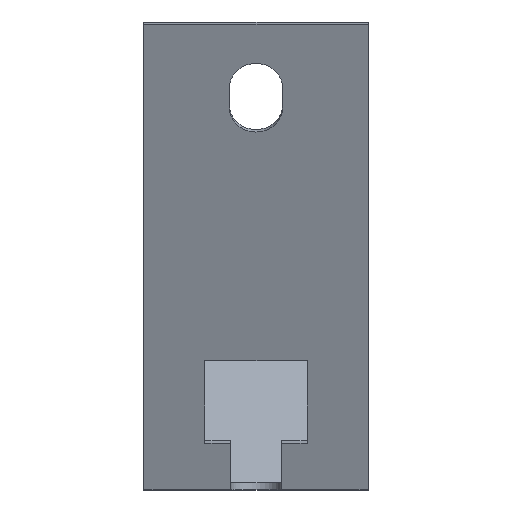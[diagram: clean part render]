
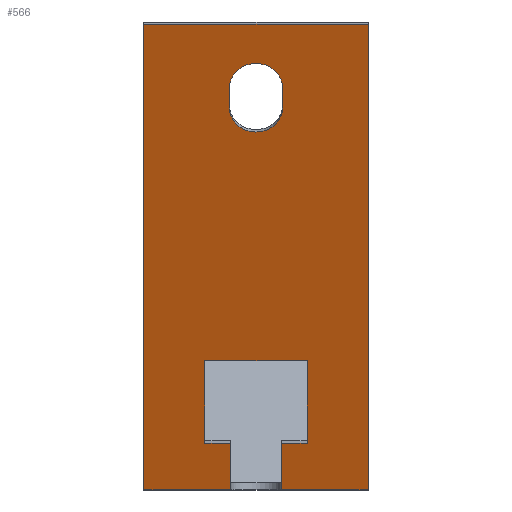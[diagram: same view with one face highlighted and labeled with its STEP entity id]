
A CAD part, left-side view. The second image highlights one B-rep face of the part: STEP entity #566.
In plain terms, the highlighted planar face has unit normal (-0.94, 0, -0.342).
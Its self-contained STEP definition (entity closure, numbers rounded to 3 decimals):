
#19=FACE_BOUND('',#67,.T.);
#23=CIRCLE('',#616,5.5);
#24=CIRCLE('',#617,5.5);
#40=FACE_OUTER_BOUND('',#66,.T.);
#66=EDGE_LOOP('',(#387,#388,#389,#390,#391,#392,#393,#394,#395,#396,#397,
#398));
#67=EDGE_LOOP('',(#399,#400,#401,#402));
#89=LINE('',#790,#157);
#97=LINE('',#805,#165);
#98=LINE('',#809,#166);
#106=LINE('',#824,#174);
#107=LINE('',#828,#175);
#112=LINE('',#836,#180);
#113=LINE('',#838,#181);
#115=LINE('',#842,#183);
#116=LINE('',#844,#184);
#117=LINE('',#846,#185);
#118=LINE('',#848,#186);
#119=LINE('',#849,#187);
#120=LINE('',#854,#188);
#121=LINE('',#857,#189);
#157=VECTOR('',#648,10.);
#165=VECTOR('',#658,10.);
#166=VECTOR('',#661,10.);
#174=VECTOR('',#671,10.);
#175=VECTOR('',#674,10.);
#180=VECTOR('',#681,10.);
#181=VECTOR('',#684,10.);
#183=VECTOR('',#688,10.);
#184=VECTOR('',#689,10.);
#185=VECTOR('',#690,10.);
#186=VECTOR('',#691,10.);
#187=VECTOR('',#692,10.);
#188=VECTOR('',#695,10.);
#189=VECTOR('',#698,10.);
#225=VERTEX_POINT('',#788);
#226=VERTEX_POINT('',#789);
#232=VERTEX_POINT('',#803);
#233=VERTEX_POINT('',#807);
#234=VERTEX_POINT('',#808);
#240=VERTEX_POINT('',#822);
#241=VERTEX_POINT('',#826);
#242=VERTEX_POINT('',#827);
#245=VERTEX_POINT('',#841);
#246=VERTEX_POINT('',#843);
#247=VERTEX_POINT('',#845);
#248=VERTEX_POINT('',#847);
#249=VERTEX_POINT('',#850);
#250=VERTEX_POINT('',#851);
#251=VERTEX_POINT('',#853);
#252=VERTEX_POINT('',#855);
#277=EDGE_CURVE('',#225,#226,#89,.T.);
#285=EDGE_CURVE('',#226,#232,#97,.T.);
#286=EDGE_CURVE('',#233,#234,#98,.T.);
#294=EDGE_CURVE('',#234,#240,#106,.T.);
#295=EDGE_CURVE('',#241,#242,#107,.T.);
#300=EDGE_CURVE('',#242,#225,#112,.T.);
#301=EDGE_CURVE('',#240,#241,#113,.T.);
#303=EDGE_CURVE('',#232,#245,#115,.T.);
#304=EDGE_CURVE('',#246,#245,#116,.T.);
#305=EDGE_CURVE('',#247,#246,#117,.T.);
#306=EDGE_CURVE('',#248,#247,#118,.T.);
#307=EDGE_CURVE('',#248,#233,#119,.T.);
#308=EDGE_CURVE('',#249,#250,#23,.T.);
#309=EDGE_CURVE('',#250,#251,#120,.T.);
#310=EDGE_CURVE('',#251,#252,#24,.T.);
#311=EDGE_CURVE('',#252,#249,#121,.T.);
#387=ORIENTED_EDGE('',*,*,#277,.T.);
#388=ORIENTED_EDGE('',*,*,#285,.T.);
#389=ORIENTED_EDGE('',*,*,#303,.T.);
#390=ORIENTED_EDGE('',*,*,#304,.F.);
#391=ORIENTED_EDGE('',*,*,#305,.F.);
#392=ORIENTED_EDGE('',*,*,#306,.F.);
#393=ORIENTED_EDGE('',*,*,#307,.T.);
#394=ORIENTED_EDGE('',*,*,#286,.T.);
#395=ORIENTED_EDGE('',*,*,#294,.T.);
#396=ORIENTED_EDGE('',*,*,#301,.T.);
#397=ORIENTED_EDGE('',*,*,#295,.T.);
#398=ORIENTED_EDGE('',*,*,#300,.T.);
#399=ORIENTED_EDGE('',*,*,#308,.T.);
#400=ORIENTED_EDGE('',*,*,#309,.T.);
#401=ORIENTED_EDGE('',*,*,#310,.T.);
#402=ORIENTED_EDGE('',*,*,#311,.T.);
#518=PLANE('',#615);
#566=ADVANCED_FACE('',(#40,#19),#518,.F.);
#615=AXIS2_PLACEMENT_3D('',#840,#686,#687);
#616=AXIS2_PLACEMENT_3D('',#852,#693,#694);
#617=AXIS2_PLACEMENT_3D('',#856,#696,#697);
#648=DIRECTION('',(0.,1.,0.));
#658=DIRECTION('',(0.342,0.,-0.94));
#661=DIRECTION('',(-0.342,0.,0.94));
#671=DIRECTION('',(0.,1.,0.));
#674=DIRECTION('',(0.,-1.,0.));
#681=DIRECTION('',(0.342,0.,-0.94));
#684=DIRECTION('',(-0.342,0.,0.94));
#686=DIRECTION('center_axis',(0.94,0.,0.342));
#687=DIRECTION('ref_axis',(0.342,0.,-0.94));
#688=DIRECTION('',(0.,-1.,0.));
#689=DIRECTION('',(0.342,0.,-0.94));
#690=DIRECTION('',(0.,-1.,0.));
#691=DIRECTION('',(-0.342,0.,0.94));
#692=DIRECTION('',(0.,-1.,0.));
#693=DIRECTION('center_axis',(0.94,0.,0.342));
#694=DIRECTION('ref_axis',(0.,1.,0.));
#695=DIRECTION('',(-0.342,0.,0.94));
#696=DIRECTION('center_axis',(0.94,0.,0.342));
#697=DIRECTION('ref_axis',(0.,-1.,0.));
#698=DIRECTION('',(0.342,0.,-0.94));
#788=CARTESIAN_POINT('',(90.558,12.5,26.292));
#789=CARTESIAN_POINT('',(90.558,17.75,26.292));
#790=CARTESIAN_POINT('',(90.558,19.375,26.292));
#803=CARTESIAN_POINT('',(94.056,17.75,16.682));
#805=CARTESIAN_POINT('',(98.781,17.75,3.699));
#807=CARTESIAN_POINT('',(94.056,28.25,16.682));
#808=CARTESIAN_POINT('',(90.558,28.25,26.292));
#809=CARTESIAN_POINT('',(95.012,28.25,14.056));
#822=CARTESIAN_POINT('',(90.558,33.5,26.292));
#824=CARTESIAN_POINT('',(90.558,26.75,26.292));
#826=CARTESIAN_POINT('',(84.402,33.5,43.206));
#827=CARTESIAN_POINT('',(84.402,12.5,43.206));
#828=CARTESIAN_POINT('',(84.402,19.25,43.206));
#836=CARTESIAN_POINT('',(94.157,12.5,16.405));
#838=CARTESIAN_POINT('',(92.105,33.5,22.043));
#840=CARTESIAN_POINT('Origin',(98.781,23.,3.699));
#841=CARTESIAN_POINT('',(94.056,0.,16.682));
#842=CARTESIAN_POINT('',(94.056,23.,16.682));
#843=CARTESIAN_POINT('',(59.278,0.,112.234));
#844=CARTESIAN_POINT('',(62.698,0.,102.837));
#845=CARTESIAN_POINT('',(59.278,46.,112.234));
#846=CARTESIAN_POINT('',(59.278,36.,112.234));
#847=CARTESIAN_POINT('',(94.056,46.,16.682));
#848=CARTESIAN_POINT('',(134.864,46.,-95.438));
#849=CARTESIAN_POINT('',(94.056,23.,16.682));
#850=CARTESIAN_POINT('',(65.434,17.5,95.319));
#851=CARTESIAN_POINT('',(65.434,28.5,95.319));
#852=CARTESIAN_POINT('Origin',(65.434,23.,95.319));
#853=CARTESIAN_POINT('',(64.066,28.5,99.078));
#854=CARTESIAN_POINT('',(81.424,28.5,51.389));
#855=CARTESIAN_POINT('',(64.066,17.5,99.078));
#856=CARTESIAN_POINT('Origin',(64.066,23.,99.078));
#857=CARTESIAN_POINT('',(82.108,17.5,49.509));
